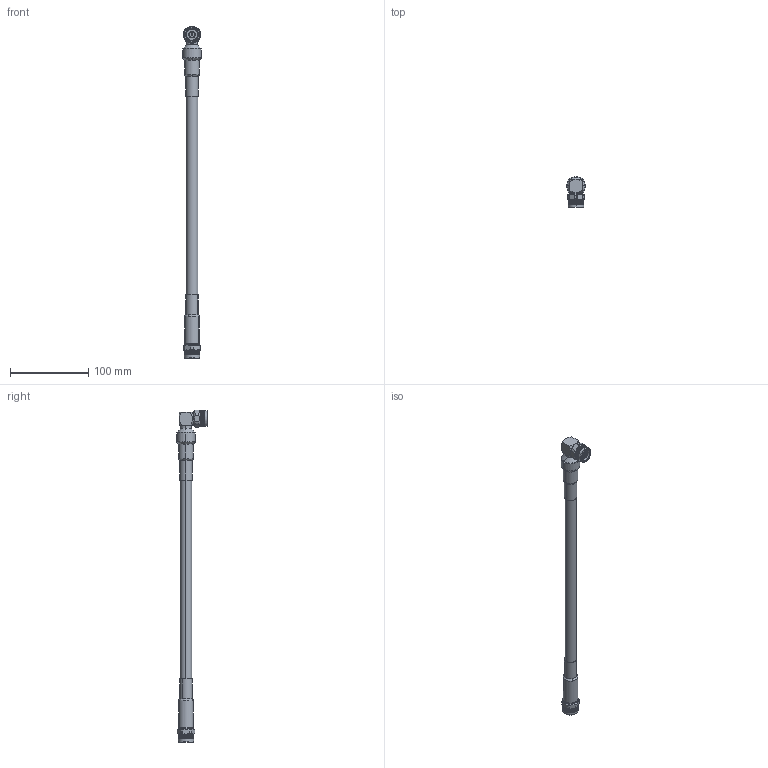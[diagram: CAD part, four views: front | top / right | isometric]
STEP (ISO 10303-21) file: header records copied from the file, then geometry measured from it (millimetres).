
FILE_DESCRIPTION (( 'STEP AP214' ), '1' );
FILE_NAME ('FMCA1070_3D.step', '2024-06-18T02:54:50', ( '' ), ( '' ), 'SwSTEP 2.0', 'SolidWorks 2022', '' );
FILE_SCHEMA (( 'AUTOMOTIVE_DESIGN' ));
Length unit declared in the file: inch
Products named in the file (4): EZ-600-NMH-RA-X^FMCA1070_Heat Shrink; FMCA1070_3D; Copy of Coax Cable^FMCA1070_LMR-600; Copy of EZ-600-NMH-X^FMCA1070_Heat Shrink
Assembly tree (3 placements, depth 2):
  FMCA1070_3D
    Copy of Coax Cable^FMCA1070_LMR-600
    EZ-600-NMH-RA-X^FMCA1070_Heat Shrink
    Copy of EZ-600-NMH-X^FMCA1070_Heat Shrink
Bounding box: 24.23 x 39.62 x 424.81 mm (x, y, z)
Volume: 92801.8 mm3; surface area: 28149.9 mm2
Topology: 4 solids, 4 shells, 4440 faces, 9590 edges, 5172 vertices
Faces by surface type: bspline 3372, cylinder 934, plane 72, cone 58, torus 4
Entity records: 151489 total; most frequent: CARTESIAN_POINT 92400, ORIENTED_EDGE 19180, EDGE_CURVE 9590, VERTEX_POINT 5172, EDGE_LOOP 4454, ADVANCED_FACE 4440, FACE_OUTER_BOUND 4440, B_SPLINE_CURVE_WITH_KNOTS 4176
